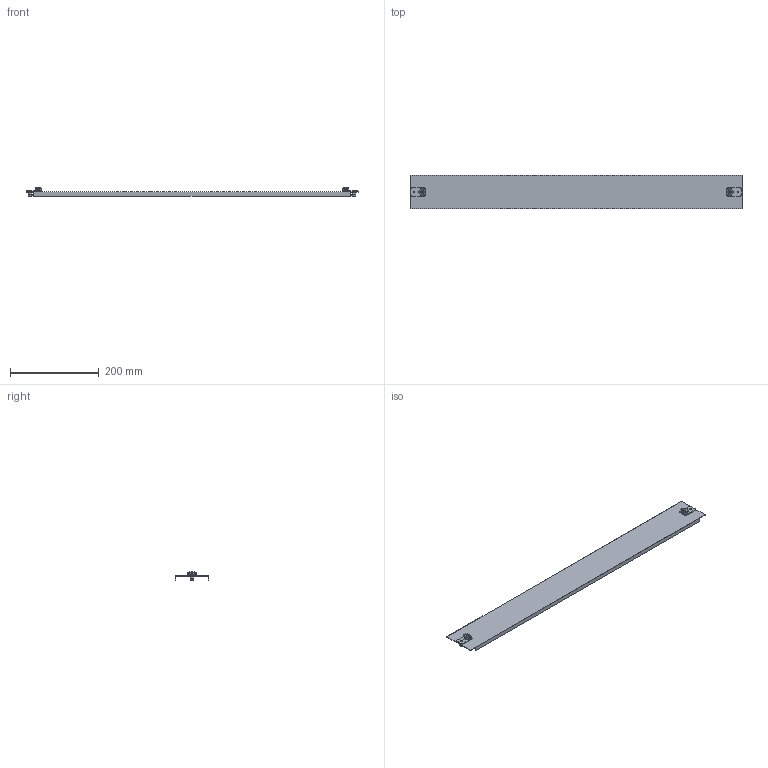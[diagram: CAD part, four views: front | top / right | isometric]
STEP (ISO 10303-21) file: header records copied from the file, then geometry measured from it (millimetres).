
FILE_DESCRIPTION((''),'2;1');
FILE_NAME('001101426_CP_2_0_5_F_ASM','2023-01-23T08:47:57',('klemen.sitar'),('Audax d.o.o.'),'CREO PARAMETRIC BY PTC INC, 2021304','CREO PARAMETRIC BY PTC INC, 2021304','');
FILE_SCHEMA(('AP242_MANAGED_MODEL_BASED_3D_ENGINEERING_MIM_LF { 1 0 10303 442 1 1 4 }'));
Length unit declared in the file: millimetre
Products named in the file (9): PRT0002_1_1_1_1_1; PRT0002_1_1_1_1_1_1_1_1_1_1_1; PRT0003_1_1_1_1_1_1_1_1_1_1_1; XYZ_ASM_1_ASM; PRT0002_1_1_1_1_1_1_1_2_1_1_1_2; PRT0003_1_1_1_1_1_1_1_2_1_1_1_2; XYZ_ASM_1_1_ASM; ASM0001_ASM; 001101426_CP_2_0_5_F_ASM
Assembly tree (8 placements, depth 4):
  001101426_CP_2_0_5_F_ASM
    XYZ_ASM_1_ASM
      PRT0002_1_1_1_1_1
      PRT0002_1_1_1_1_1_1_1_1_1_1_1
      PRT0003_1_1_1_1_1_1_1_1_1_1_1
    ASM0001_ASM
      XYZ_ASM_1_1_ASM
        PRT0002_1_1_1_1_1_1_1_2_1_1_1_2
        PRT0003_1_1_1_1_1_1_1_2_1_1_1_2
Bounding box: 750 x 75 x 18.6 mm (x, y, z)
Volume: 74690 mm3; surface area: 145544.4 mm2
Topology: 5 solids, 5 shells, 182 faces, 550 edges, 412 vertices
Faces by surface type: plane 118, cylinder 60, cone 4
Entity records: 10111 total; most frequent: CARTESIAN_POINT 1460, DIRECTION 1114, ORIENTED_EDGE 1036, PRESENTATION_STYLE_ASSIGNMENT 583, STYLED_ITEM 583, CURVE_STYLE 578, PRESENTATION_LAYER_ASSIGNMENT 563, EDGE_CURVE 518
